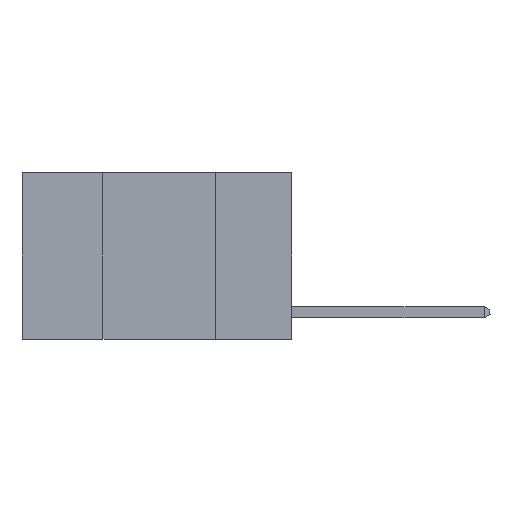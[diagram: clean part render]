
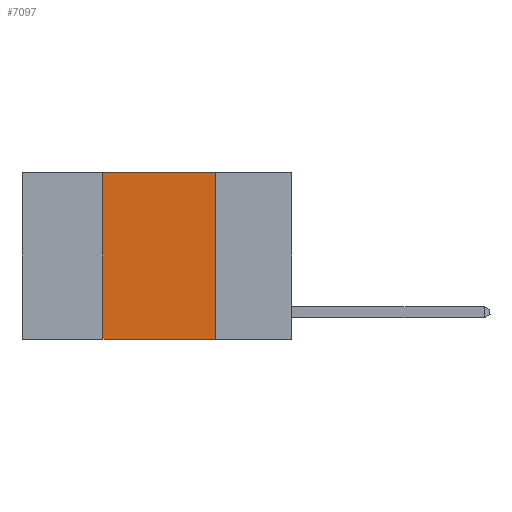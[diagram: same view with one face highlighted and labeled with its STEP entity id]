
A CAD part, left-side view. The second image highlights one B-rep face of the part: STEP entity #7097.
In plain terms, the highlighted planar face has unit normal (-1, 0, 0).
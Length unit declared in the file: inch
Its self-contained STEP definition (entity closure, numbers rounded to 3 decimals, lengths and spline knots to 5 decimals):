
#93 = CARTESIAN_POINT ( 'NONE',  ( 0., 0.6, 0. ) ) ;
#1196 = VECTOR ( 'NONE', #17742, 39.37008 ) ;
#1374 = VERTEX_POINT ( 'NONE', #15516 ) ;
#2841 = CARTESIAN_POINT ( 'NONE',  ( 0., 0.17, -0.37 ) ) ;
#4431 = ORIENTED_EDGE ( 'NONE', *, *, #6723, .T. ) ;
#6133 = CARTESIAN_POINT ( 'NONE',  ( 0., 0.6, -0.37 ) ) ;
#6723 = EDGE_CURVE ( 'NONE', #12664, #16031, #8261, .T. ) ;
#6903 = EDGE_CURVE ( 'NONE', #13359, #1374, #22122, .T. ) ;
#7097 = ADVANCED_FACE ( 'NONE', ( #22395 ), #11649, .F. ) ;
#7396 = DIRECTION ( 'NONE',  ( 1., 0., 0. ) ) ;
#8261 = LINE ( 'NONE', #6133, #19206 ) ;
#10838 = VECTOR ( 'NONE', #25039, 39.37008 ) ;
#11563 = EDGE_LOOP ( 'NONE', ( #22975, #23232, #18837, #4431 ) ) ;
#11649 = PLANE ( 'NONE',  #19569 ) ;
#12186 = LINE ( 'NONE', #18667, #10838 ) ;
#12664 = VERTEX_POINT ( 'NONE', #23009 ) ;
#13359 = VERTEX_POINT ( 'NONE', #15724 ) ;
#13804 = CARTESIAN_POINT ( 'NONE',  ( 0., 0.17, 0. ) ) ;
#15338 = LINE ( 'NONE', #13804, #1196 ) ;
#15516 = CARTESIAN_POINT ( 'NONE',  ( 0., 0.17, 0. ) ) ;
#15722 = EDGE_CURVE ( 'NONE', #12664, #13359, #12186, .T. ) ;
#15724 = CARTESIAN_POINT ( 'NONE',  ( 0., 0.42, 0. ) ) ;
#16012 = DIRECTION ( 'NONE',  ( 0., 0., -1. ) ) ;
#16031 = VERTEX_POINT ( 'NONE', #2841 ) ;
#17742 = DIRECTION ( 'NONE',  ( 0., 0., -1. ) ) ;
#18667 = CARTESIAN_POINT ( 'NONE',  ( 0., 0.42, 0. ) ) ;
#18837 = ORIENTED_EDGE ( 'NONE', *, *, #15722, .F. ) ;
#19206 = VECTOR ( 'NONE', #25233, 39.37008 ) ;
#19569 = AXIS2_PLACEMENT_3D ( 'NONE', #20270, #7396, #16012 ) ;
#20270 = CARTESIAN_POINT ( 'NONE',  ( 0., 0.6, 0. ) ) ;
#22122 = LINE ( 'NONE', #93, #22675 ) ;
#22395 = FACE_OUTER_BOUND ( 'NONE', #11563, .T. ) ;
#22675 = VECTOR ( 'NONE', #25923, 39.37008 ) ;
#22975 = ORIENTED_EDGE ( 'NONE', *, *, #26876, .F. ) ;
#23009 = CARTESIAN_POINT ( 'NONE',  ( 0., 0.42, -0.37 ) ) ;
#23232 = ORIENTED_EDGE ( 'NONE', *, *, #6903, .F. ) ;
#25039 = DIRECTION ( 'NONE',  ( 0., 0., 1. ) ) ;
#25233 = DIRECTION ( 'NONE',  ( 0., -1., 0. ) ) ;
#25923 = DIRECTION ( 'NONE',  ( 0., -1., 0. ) ) ;
#26876 = EDGE_CURVE ( 'NONE', #1374, #16031, #15338, .T. ) ;
